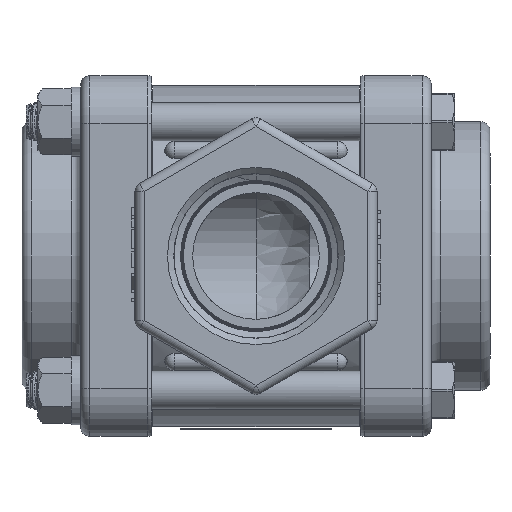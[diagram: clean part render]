
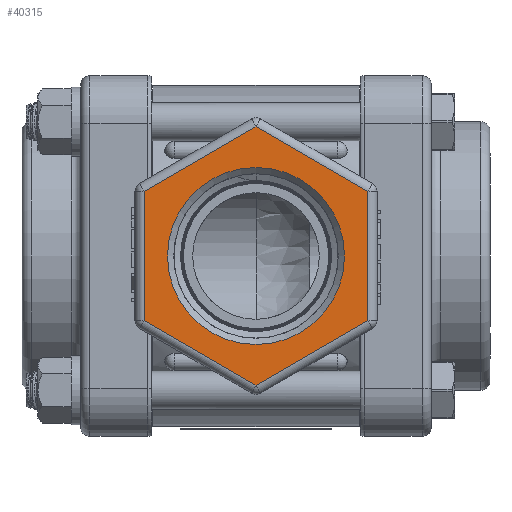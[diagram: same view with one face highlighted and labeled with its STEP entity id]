
A CAD part, front view. The second image highlights one B-rep face of the part: STEP entity #40315.
In plain terms, the highlighted planar face has unit normal (0, -1, 0).
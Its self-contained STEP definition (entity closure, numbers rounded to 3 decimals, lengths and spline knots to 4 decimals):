
#2967=FACE_BOUND('',#6991,.T.);
#3294=PLANE('',#43234);
#4630=FACE_OUTER_BOUND('',#6990,.T.);
#6990=EDGE_LOOP('',(#28771,#28772,#28773,#28774,#28775,#28776));
#6991=EDGE_LOOP('',(#28777));
#9662=LINE('',#57297,#13478);
#9663=LINE('',#57299,#13479);
#9664=LINE('',#57301,#13480);
#9665=LINE('',#57303,#13481);
#9666=LINE('',#57305,#13482);
#9667=LINE('',#57307,#13483);
#13478=VECTOR('',#46740,0.3937);
#13479=VECTOR('',#46743,0.3937);
#13480=VECTOR('',#46746,0.3937);
#13481=VECTOR('',#46749,0.3937);
#13482=VECTOR('',#46752,0.3937);
#13483=VECTOR('',#46755,0.3937);
#17096=CIRCLE('',#43235,0.874);
#18245=VERTEX_POINT('',#57189);
#18246=VERTEX_POINT('',#57195);
#18247=VERTEX_POINT('',#57201);
#18248=VERTEX_POINT('',#57207);
#18249=VERTEX_POINT('',#57213);
#18250=VERTEX_POINT('',#57219);
#18322=VERTEX_POINT('',#57823);
#22287=EDGE_CURVE('',#18250,#18245,#9662,.T.);
#22288=EDGE_CURVE('',#18245,#18246,#9663,.T.);
#22289=EDGE_CURVE('',#18246,#18247,#9664,.T.);
#22290=EDGE_CURVE('',#18247,#18248,#9665,.T.);
#22291=EDGE_CURVE('',#18248,#18249,#9666,.T.);
#22292=EDGE_CURVE('',#18249,#18250,#9667,.T.);
#22368=EDGE_CURVE('',#18322,#18322,#17096,.T.);
#28771=ORIENTED_EDGE('',*,*,#22292,.F.);
#28772=ORIENTED_EDGE('',*,*,#22291,.F.);
#28773=ORIENTED_EDGE('',*,*,#22290,.F.);
#28774=ORIENTED_EDGE('',*,*,#22289,.F.);
#28775=ORIENTED_EDGE('',*,*,#22288,.F.);
#28776=ORIENTED_EDGE('',*,*,#22287,.F.);
#28777=ORIENTED_EDGE('',*,*,#22368,.T.);
#40315=ADVANCED_FACE('',(#4630,#2967),#3294,.T.);
#43234=AXIS2_PLACEMENT_3D('',#57822,#46865,#46866);
#43235=AXIS2_PLACEMENT_3D('',#57824,#46867,#46868);
#46740=DIRECTION('',(0.,0.,1.));
#46743=DIRECTION('',(0.866,0.,0.5));
#46746=DIRECTION('',(0.866,0.,-0.5));
#46749=DIRECTION('',(0.,0.,-1.));
#46752=DIRECTION('',(-0.866,0.,-0.5));
#46755=DIRECTION('',(-0.866,0.,0.5));
#46865=DIRECTION('center_axis',(0.,-1.,0.));
#46866=DIRECTION('ref_axis',(0.,0.,-1.));
#46867=DIRECTION('center_axis',(0.,1.,0.));
#46868=DIRECTION('ref_axis',(1.,0.,0.));
#57189=CARTESIAN_POINT('',(-1.105,-3.14,0.638));
#57195=CARTESIAN_POINT('',(0.,-3.14,1.2759));
#57201=CARTESIAN_POINT('',(1.105,-3.14,0.638));
#57207=CARTESIAN_POINT('',(1.105,-3.14,-0.638));
#57213=CARTESIAN_POINT('',(0.,-3.14,-1.2759));
#57219=CARTESIAN_POINT('',(-1.105,-3.14,-0.638));
#57297=CARTESIAN_POINT('',(-1.105,-3.14,0.5975));
#57299=CARTESIAN_POINT('',(-0.5925,-3.14,0.9338));
#57301=CARTESIAN_POINT('',(-0.005,-3.14,1.2788));
#57303=CARTESIAN_POINT('',(1.105,-3.14,0.9425));
#57305=CARTESIAN_POINT('',(1.11,-3.14,-0.6351));
#57307=CARTESIAN_POINT('',(-0.5125,-3.14,-0.9801));
#57822=CARTESIAN_POINT('Origin',(0.,-3.14,1.195));
#57823=CARTESIAN_POINT('',(0.,-3.14,-0.874));
#57824=CARTESIAN_POINT('Origin',(0.,-3.14,0.));
